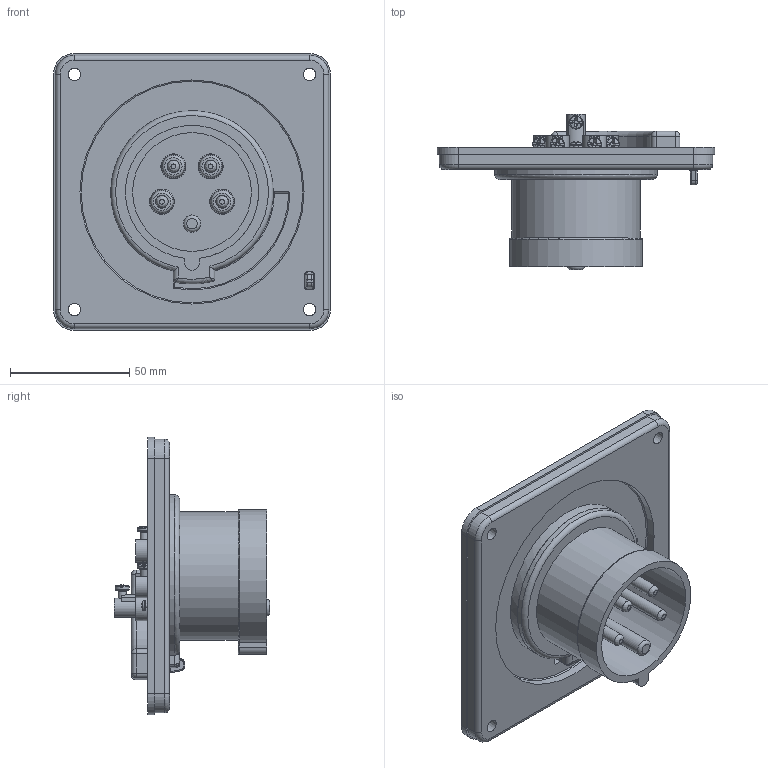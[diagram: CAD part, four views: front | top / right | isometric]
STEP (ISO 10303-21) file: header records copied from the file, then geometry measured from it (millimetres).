
FILE_DESCRIPTION(/* description */ (''),/* implementation_level */ '2;1');
FILE_NAME(/* name */ '4003579.stp',/* time_stamp */ '2019-03-01T11:16:27+01:00',/* author */ (''),/* organization */ (''),/* preprocessor_version */ 'ST-DEVELOPER v16.7',/* originating_system */ 'SIEMENS PLM Software NX 12.0',/* authorisation */ '');
FILE_SCHEMA (('AUTOMOTIVE_DESIGN { 1 0 10303 214 3 1 1 1 }'));
Products named in the file (1): bsom23CC53FBp0w9
Bounding box: 116 x 65 x 116 mm (x, y, z)
Volume: 67400.3 mm3; surface area: 88301.9 mm2
Topology: 16 solids, 16 shells, 1495 faces, 3597 edges, 2163 vertices
Faces by surface type: plane 552, cylinder 440, bspline 232, torus 142, sphere 80, cone 49
Full cylindrical faces by diameter (mm): 1.8 x3, 1.875 x3, 2.5 x3, 2.8 x5, 3.5 x5, 3.6 x4, 3.7 x1, 4.3 x3, 5 x5, 5.1 x4, 5.3 x4, 5.8 x5, 7 x5, 7.3 x5, 8 x1, 8.3 x1, 10 x4, 11 x1, 47.6 x1, 49.7 x1, 53.8 x1, 55.5 x1, 61.1 x1, 68 x1, 93.8 x1, 98.8 x1
Entity records: 57406 total; most frequent: CARTESIAN_POINT 24749, DIRECTION 6768, ORIENTED_EDGE 6598, EDGE_CURVE 3299, AXIS2_PLACEMENT_3D 2672, VERTEX_POINT 2079, EDGE_LOOP 1773, ADVANCED_FACE 1494
